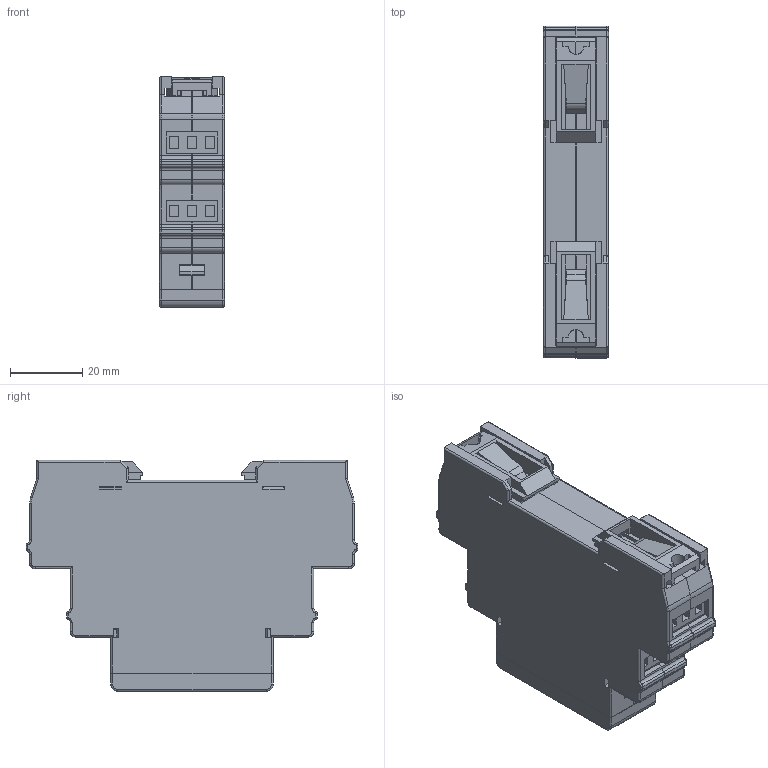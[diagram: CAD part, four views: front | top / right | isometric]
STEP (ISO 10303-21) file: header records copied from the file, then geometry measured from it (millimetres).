
FILE_DESCRIPTION (( 'STEP AP214' ), '1' );
FILE_NAME ('20CDT18I18JYB18.STEP', '2025-03-31T05:04:56', ( '' ), ( 'Microsoft' ), 'SwSTEP 2.0', 'SolidWorks 2014', '' );
FILE_SCHEMA (( 'AUTOMOTIVE_DESIGN' ));
Length unit declared in the file: millimetre
Products named in the file (12): 盄繚蚾饜极1; 樟萇ん; 諉盄傷赽; 盄繚啣2; 盄繚啣3; 盄繚啣1; 唅聽; 絳寢諶; 耜啣3酘; 耜啣3衵; 奻芞裔埴褒; 20CDT18I18JYB18
Assembly tree (18 placements, depth 3):
  20CDT18I18JYB18
    奻芞裔埴褒
    耜啣3衵
    耜啣3酘
    絳寢諶  x2
    唅聽  x4
    盄繚蚾饜极1
      盄繚啣1
      盄繚啣3
      盄繚啣2
      諉盄傷赽  x4
      樟萇ん
Bounding box: 18 x 91.9 x 64 mm (x, y, z)
Volume: 41191.4 mm3; surface area: 51908.9 mm2
Topology: 17 solids, 17 shells, 1365 faces, 3622 edges, 2328 vertices
Faces by surface type: plane 991, cylinder 270, torus 64, cone 24, bspline 16
Entity records: 33386 total; most frequent: CARTESIAN_POINT 5947, ORIENTED_EDGE 5686, DIRECTION 5491, EDGE_CURVE 2843, VECTOR 2279, LINE 2279, VERTEX_POINT 1826, AXIS2_PLACEMENT_3D 1606
